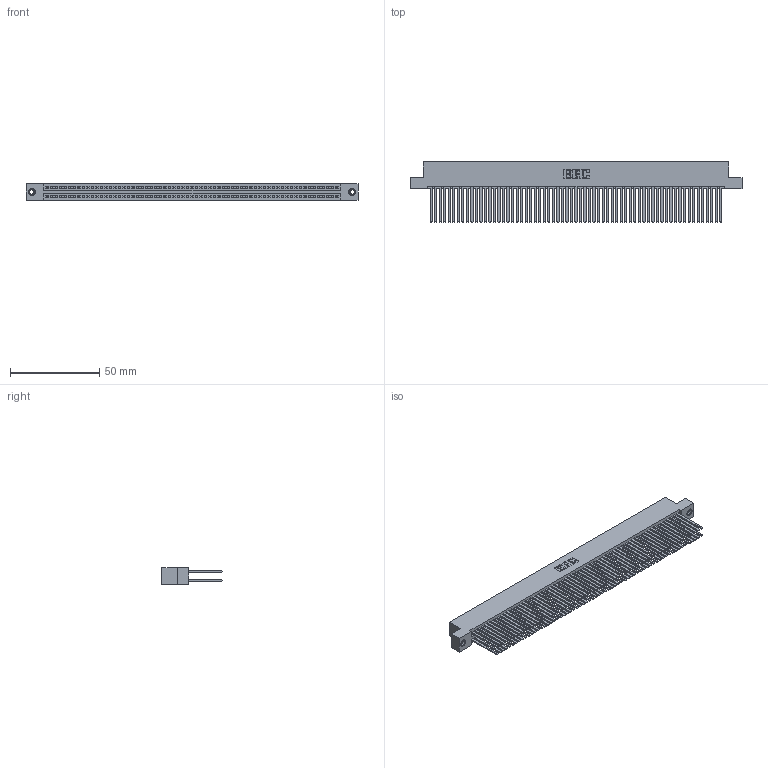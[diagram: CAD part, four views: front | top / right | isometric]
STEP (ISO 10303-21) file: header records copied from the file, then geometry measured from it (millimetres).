
FILE_DESCRIPTION (( 'STEP AP203' ), '1' );
FILE_NAME ('345-130-544-207.STEP', '2019-11-07T14:56:26', ( '' ), ( '' ), 'SwSTEP 2.0', 'SolidWorks 2016', '' );
FILE_SCHEMA (( 'CONFIG_CONTROL_DESIGN' ));
Length unit declared in the file: inch
Products named in the file (4): 345-130-544-207; 345-250-001_345-250-005-103; 345-292-001_345-293-144; 345 Part_Flush Mounting Lugs - 0.156 Dia-TI
Assembly tree (133 placements, depth 2):
  345-130-544-207
    345 Part_Flush Mounting Lugs - 0.156 Dia-TI
    345-292-001_345-293-144  x130
    345-250-001_345-250-005-103  x2
Bounding box: 186.31 x 33.96 x 9.4 mm (x, y, z)
Volume: 20120.6 mm3; surface area: 35556.1 mm2
Topology: 133 solids, 133 shells, 5906 faces, 17507 edges, 11490 vertices
Faces by surface type: plane 3882, cylinder 2008, cone 12, torus 4
Entity records: 48906 total; most frequent: CARTESIAN_POINT 8155, ORIENTED_EDGE 8082, DIRECTION 7187, EDGE_CURVE 4041, LINE 3633, VECTOR 3633, VERTEX_POINT 2688, AXIS2_PLACEMENT_3D 1777
